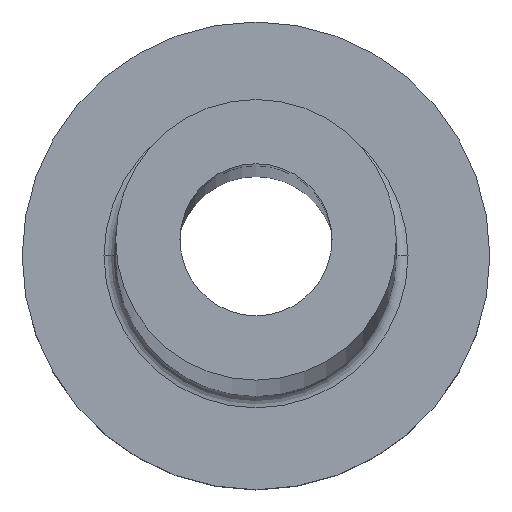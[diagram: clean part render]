
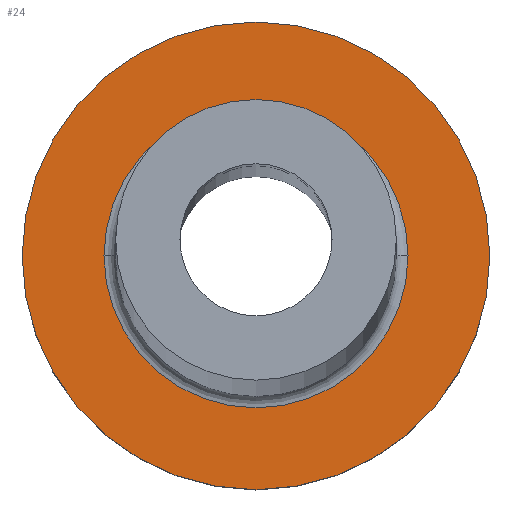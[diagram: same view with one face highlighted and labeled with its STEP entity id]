
A CAD part, top view. The second image highlights one B-rep face of the part: STEP entity #24.
In plain terms, the highlighted planar face has unit normal (0, 0, 1).
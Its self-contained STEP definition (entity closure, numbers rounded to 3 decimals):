
#2 = CIRCLE ( 'NONE', #85, 6.5 ) ;
#13 = VERTEX_POINT ( 'NONE', #189 ) ;
#24 = ADVANCED_FACE ( 'NONE', ( #112, #86 ), #148, .T. ) ;
#38 = DIRECTION ( 'NONE',  ( 0., 0., -1. ) ) ;
#64 = CIRCLE ( 'NONE', #402, 6.5 ) ;
#75 = CARTESIAN_POINT ( 'NONE',  ( 0., 0., 7. ) ) ;
#80 = CARTESIAN_POINT ( 'NONE',  ( 0., 0., 7. ) ) ;
#85 = AXIS2_PLACEMENT_3D ( 'NONE', #80, #216, #359 ) ;
#86 = FACE_OUTER_BOUND ( 'NONE', #281, .T. ) ;
#99 = AXIS2_PLACEMENT_3D ( 'NONE', #450, #412, #451 ) ;
#106 = CARTESIAN_POINT ( 'NONE',  ( 0., 0., 7. ) ) ;
#112 = FACE_BOUND ( 'NONE', #226, .T. ) ;
#117 = ORIENTED_EDGE ( 'NONE', *, *, #138, .T. ) ;
#122 = VERTEX_POINT ( 'NONE', #343 ) ;
#125 = AXIS2_PLACEMENT_3D ( 'NONE', #399, #224, #228 ) ;
#138 = EDGE_CURVE ( 'NONE', #122, #13, #258, .T. ) ;
#141 = DIRECTION ( 'NONE',  ( 1., 0., 0. ) ) ;
#142 = CARTESIAN_POINT ( 'NONE',  ( -6.5, 0., 7. ) ) ;
#148 = PLANE ( 'NONE',  #125 ) ;
#177 = VERTEX_POINT ( 'NONE', #369 ) ;
#179 = CIRCLE ( 'NONE', #259, 10. ) ;
#189 = CARTESIAN_POINT ( 'NONE',  ( -10., 0., 7. ) ) ;
#216 = DIRECTION ( 'NONE',  ( 0., 0., -1. ) ) ;
#224 = DIRECTION ( 'NONE',  ( 0., 0., 1. ) ) ;
#226 = EDGE_LOOP ( 'NONE', ( #329, #229 ) ) ;
#228 = DIRECTION ( 'NONE',  ( 1., 0., 0. ) ) ;
#229 = ORIENTED_EDGE ( 'NONE', *, *, #340, .T. ) ;
#258 = CIRCLE ( 'NONE', #99, 10. ) ;
#259 = AXIS2_PLACEMENT_3D ( 'NONE', #106, #392, #458 ) ;
#281 = EDGE_LOOP ( 'NONE', ( #336, #117 ) ) ;
#318 = VERTEX_POINT ( 'NONE', #142 ) ;
#329 = ORIENTED_EDGE ( 'NONE', *, *, #448, .T. ) ;
#336 = ORIENTED_EDGE ( 'NONE', *, *, #404, .T. ) ;
#340 = EDGE_CURVE ( 'NONE', #318, #177, #2, .T. ) ;
#343 = CARTESIAN_POINT ( 'NONE',  ( 10., 0., 7. ) ) ;
#359 = DIRECTION ( 'NONE',  ( 1., 0., 0. ) ) ;
#369 = CARTESIAN_POINT ( 'NONE',  ( 6.5, 0., 7. ) ) ;
#392 = DIRECTION ( 'NONE',  ( 0., 0., 1. ) ) ;
#399 = CARTESIAN_POINT ( 'NONE',  ( 0., 0., 7. ) ) ;
#402 = AXIS2_PLACEMENT_3D ( 'NONE', #75, #38, #141 ) ;
#404 = EDGE_CURVE ( 'NONE', #13, #122, #179, .T. ) ;
#412 = DIRECTION ( 'NONE',  ( 0., 0., 1. ) ) ;
#448 = EDGE_CURVE ( 'NONE', #177, #318, #64, .T. ) ;
#450 = CARTESIAN_POINT ( 'NONE',  ( 0., 0., 7. ) ) ;
#451 = DIRECTION ( 'NONE',  ( 1., 0., 0. ) ) ;
#458 = DIRECTION ( 'NONE',  ( 1., 0., 0. ) ) ;
